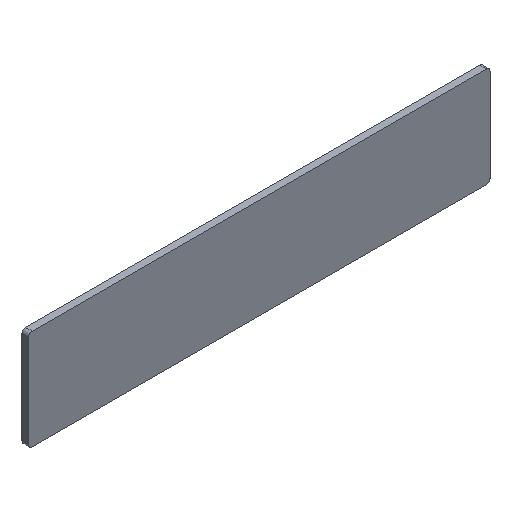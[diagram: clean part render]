
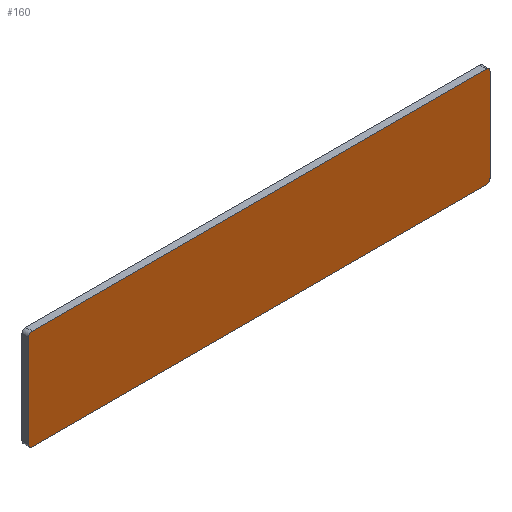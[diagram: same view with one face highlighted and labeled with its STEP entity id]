
A CAD part, isometric view. The second image highlights one B-rep face of the part: STEP entity #160.
In plain terms, the highlighted planar face has unit normal (0, -1, 0).
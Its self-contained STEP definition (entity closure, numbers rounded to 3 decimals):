
#1=CARTESIAN_POINT('',(-61.25,45.5,12.75));
#2=DIRECTION('',(0.,1.,0.));
#3=DIRECTION('',(-1.,0.,0.));
#4=AXIS2_PLACEMENT_3D('',#1,#2,#3);
#6=CARTESIAN_POINT('',(61.25,45.5,12.75));
#7=DIRECTION('',(0.,1.,0.));
#8=DIRECTION('',(0.,0.,1.));
#9=AXIS2_PLACEMENT_3D('',#6,#7,#8);
#11=CARTESIAN_POINT('',(61.25,45.5,-12.25));
#12=DIRECTION('',(0.,1.,0.));
#13=DIRECTION('',(1.,0.,0.));
#14=AXIS2_PLACEMENT_3D('',#11,#12,#13);
#16=CARTESIAN_POINT('',(-61.25,45.5,-12.25));
#17=DIRECTION('',(0.,1.,0.));
#18=DIRECTION('',(0.,0.,-1.));
#19=AXIS2_PLACEMENT_3D('',#16,#17,#18);
#61=DIRECTION('',(0.,0.,1.));
#62=VECTOR('',#61,25.);
#63=CARTESIAN_POINT('',(62.25,45.5,-12.25));
#64=LINE('',#63,#62);
#77=DIRECTION('',(1.,0.,0.));
#78=VECTOR('',#77,122.5);
#79=CARTESIAN_POINT('',(-61.25,45.5,13.75));
#80=LINE('',#79,#78);
#85=DIRECTION('',(1.,0.,0.));
#86=VECTOR('',#85,122.5);
#87=CARTESIAN_POINT('',(-61.25,45.5,-13.25));
#88=LINE('',#87,#86);
#97=DIRECTION('',(0.,0.,-1.));
#98=VECTOR('',#97,25.);
#99=CARTESIAN_POINT('',(-62.25,45.5,12.75));
#100=LINE('',#99,#98);
#105=CARTESIAN_POINT('',(-62.25,45.5,12.75));
#106=CARTESIAN_POINT('',(-62.25,45.5,-12.25));
#107=VERTEX_POINT('',#105);
#108=VERTEX_POINT('',#106);
#109=CARTESIAN_POINT('',(-61.25,45.5,-13.25));
#110=CARTESIAN_POINT('',(61.25,45.5,-13.25));
#111=VERTEX_POINT('',#109);
#112=VERTEX_POINT('',#110);
#113=CARTESIAN_POINT('',(62.25,45.5,-12.25));
#114=CARTESIAN_POINT('',(62.25,45.5,12.75));
#115=VERTEX_POINT('',#113);
#116=VERTEX_POINT('',#114);
#130=CARTESIAN_POINT('',(61.25,45.5,13.75));
#132=VERTEX_POINT('',#130);
#133=CARTESIAN_POINT('',(-61.25,45.5,13.75));
#135=VERTEX_POINT('',#133);
#137=CARTESIAN_POINT('',(0.,45.5,0.25));
#138=DIRECTION('',(0.,1.,0.));
#139=DIRECTION('',(-1.,0.,0.));
#140=AXIS2_PLACEMENT_3D('',#137,#138,#139);
#141=PLANE('',#140);
#143=ORIENTED_EDGE('',*,*,#142,.T.);
#145=ORIENTED_EDGE('',*,*,#144,.T.);
#147=ORIENTED_EDGE('',*,*,#146,.T.);
#149=ORIENTED_EDGE('',*,*,#148,.F.);
#151=ORIENTED_EDGE('',*,*,#150,.T.);
#153=ORIENTED_EDGE('',*,*,#152,.F.);
#155=ORIENTED_EDGE('',*,*,#154,.T.);
#157=ORIENTED_EDGE('',*,*,#156,.F.);
#158=EDGE_LOOP('',(#143,#145,#147,#149,#151,#153,#155,#157));
#159=FACE_OUTER_BOUND('',#158,.F.);
#160=ADVANCED_FACE('',(#159),#141,.F.);
#5=CIRCLE('',#4,1.);
#10=CIRCLE('',#9,1.);
#15=CIRCLE('',#14,1.);
#20=CIRCLE('',#19,1.);
#142=EDGE_CURVE('',#107,#135,#5,.T.);
#144=EDGE_CURVE('',#135,#132,#80,.T.);
#146=EDGE_CURVE('',#132,#116,#10,.T.);
#148=EDGE_CURVE('',#115,#116,#64,.T.);
#150=EDGE_CURVE('',#115,#112,#15,.T.);
#152=EDGE_CURVE('',#111,#112,#88,.T.);
#154=EDGE_CURVE('',#111,#108,#20,.T.);
#156=EDGE_CURVE('',#107,#108,#100,.T.);
